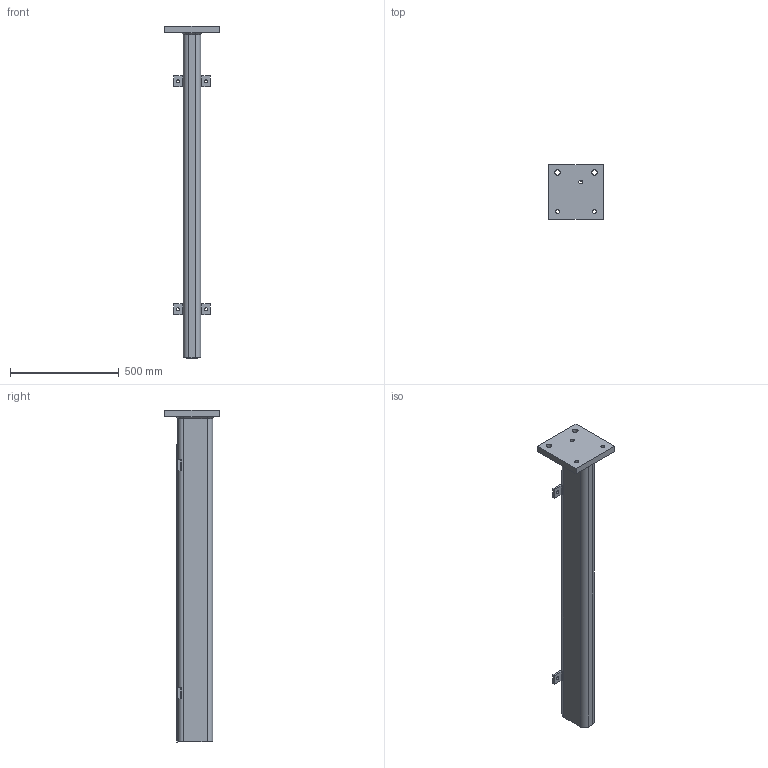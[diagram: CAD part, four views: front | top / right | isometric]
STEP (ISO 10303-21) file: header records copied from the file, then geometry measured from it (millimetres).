
FILE_DESCRIPTION(/* description */ (''),/* implementation_level */ '2;1');
FILE_NAME(/* name */ 'BWC 40-UL standard.stp',/* time_stamp */ '2020-08-24T10:56:55+02:00',/* author */ ('Bruker'),/* organization */ (''),/* preprocessor_version */ 'ST-DEVELOPER v18.1',/* originating_system */ 'Autodesk Inventor 2021',/* authorisation */ '');
FILE_SCHEMA (('AUTOMOTIVE_DESIGN { 1 0 10303 214 3 1 1 }'));
Length unit declared in the file: millimetre
Products named in the file (6): BWC 40-UL standard; BWC 40-UL standard_1; BWC Utliggere Bakplate; DIN EN 10219-2 - 160 x 80 x 10  - 1500; BWC Utligger Gummi shims til DIN EN 10219-2 160x80; BWC 40 Utliggere - 2 Flatstål
Assembly tree (8 placements, depth 2):
  BWC 40-UL standard
    BWC 40-UL standard_1
    BWC Utliggere Bakplate
    DIN EN 10219-2 - 160 x 80 x 10  - 1500
    BWC Utligger Gummi shims til DIN EN 10219-2 160x80
    BWC 40 Utliggere - 2 Flatstål  x4
Bounding box: 250 x 250 x 1530 mm (x, y, z)
Volume: 8371418.3 mm3; surface area: 1590175.7 mm2
Topology: 16 solids, 16 shells, 120 faces, 261 edges, 172 vertices
Faces by surface type: plane 87, cylinder 29, cone 4
Full cylindrical faces by diameter (mm): 14 x4, 18 x3, 26 x2
Entity records: 3004 total; most frequent: DIRECTION 502, CARTESIAN_POINT 472, ORIENTED_EDGE 432, EDGE_CURVE 216, AXIS2_PLACEMENT_3D 172, LINE 158, VECTOR 158, VERTEX_POINT 142
